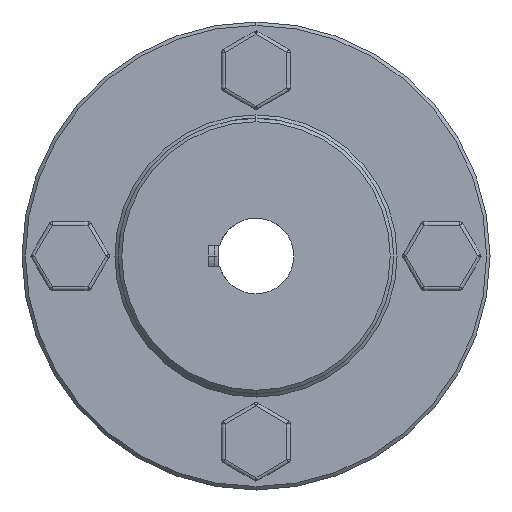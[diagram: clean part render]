
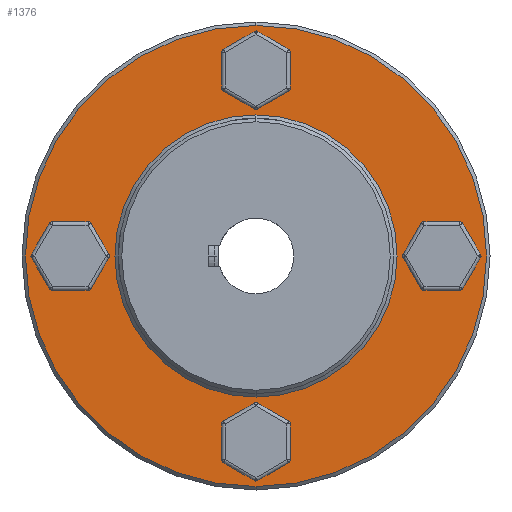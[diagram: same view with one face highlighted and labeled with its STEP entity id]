
A CAD part, left-side view. The second image highlights one B-rep face of the part: STEP entity #1376.
In plain terms, the highlighted planar face has unit normal (-1, 0, 0).
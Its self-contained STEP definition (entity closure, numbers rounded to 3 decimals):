
#954 = VERTEX_POINT ( 'NONE', #6456 ) ;
#955 = VERTEX_POINT ( 'NONE', #6457 ) ;
#958 = VERTEX_POINT ( 'NONE', #6460 ) ;
#959 = VERTEX_POINT ( 'NONE', #6461 ) ;
#962 = VERTEX_POINT ( 'NONE', #6464 ) ;
#963 = VERTEX_POINT ( 'NONE', #6465 ) ;
#966 = VERTEX_POINT ( 'NONE', #6468 ) ;
#967 = VERTEX_POINT ( 'NONE', #6469 ) ;
#988 = VERTEX_POINT ( 'NONE', #6490 ) ;
#989 = VERTEX_POINT ( 'NONE', #6491 ) ;
#990 = VERTEX_POINT ( 'NONE', #6492 ) ;
#991 = VERTEX_POINT ( 'NONE', #6493 ) ;
#1376 = ADVANCED_FACE ( 'NONE', ( #5384, #5387, #5389, #5391, #5378, #5385 ), #7317, .T. ) ;
#2410 = EDGE_CURVE ( 'NONE', #954, #955, #8519, .T. ) ;
#2417 = EDGE_CURVE ( 'NONE', #958, #959, #8529, .T. ) ;
#2421 = EDGE_CURVE ( 'NONE', #962, #963, #8536, .T. ) ;
#2425 = EDGE_CURVE ( 'NONE', #966, #967, #8541, .T. ) ;
#2435 = EDGE_CURVE ( 'NONE', #989, #988, #8554, .T. ) ;
#2449 = EDGE_CURVE ( 'NONE', #990, #991, #8574, .T. ) ;
#2485 = EDGE_CURVE ( 'NONE', #955, #954, #8625, .T. ) ;
#2498 = EDGE_CURVE ( 'NONE', #988, #989, #8641, .T. ) ;
#2501 = EDGE_CURVE ( 'NONE', #963, #962, #8646, .T. ) ;
#2502 = EDGE_CURVE ( 'NONE', #959, #958, #8648, .T. ) ;
#2503 = EDGE_CURVE ( 'NONE', #967, #966, #8650, .T. ) ;
#2504 = EDGE_CURVE ( 'NONE', #991, #990, #8651, .T. ) ;
#2910 = EDGE_LOOP ( 'NONE', ( #3277, #3278 ) ) ;
#2913 = EDGE_LOOP ( 'NONE', ( #3279, #3280 ) ) ;
#2914 = EDGE_LOOP ( 'NONE', ( #3281, #3282 ) ) ;
#2915 = EDGE_LOOP ( 'NONE', ( #3283, #3284 ) ) ;
#2916 = EDGE_LOOP ( 'NONE', ( #3285, #3286 ) ) ;
#2918 = EDGE_LOOP ( 'NONE', ( #3287, #3288 ) ) ;
#3277 = ORIENTED_EDGE ( 'NONE', *, *, #2410, .F. ) ;
#3278 = ORIENTED_EDGE ( 'NONE', *, *, #2485, .F. ) ;
#3279 = ORIENTED_EDGE ( 'NONE', *, *, #2417, .F. ) ;
#3280 = ORIENTED_EDGE ( 'NONE', *, *, #2502, .F. ) ;
#3281 = ORIENTED_EDGE ( 'NONE', *, *, #2421, .F. ) ;
#3282 = ORIENTED_EDGE ( 'NONE', *, *, #2501, .F. ) ;
#3283 = ORIENTED_EDGE ( 'NONE', *, *, #2425, .F. ) ;
#3284 = ORIENTED_EDGE ( 'NONE', *, *, #2503, .F. ) ;
#3285 = ORIENTED_EDGE ( 'NONE', *, *, #2504, .T. ) ;
#3286 = ORIENTED_EDGE ( 'NONE', *, *, #2449, .T. ) ;
#3287 = ORIENTED_EDGE ( 'NONE', *, *, #2435, .T. ) ;
#3288 = ORIENTED_EDGE ( 'NONE', *, *, #2498, .T. ) ;
#5378 = FACE_OUTER_BOUND ( 'NONE', #2916, .T. ) ;
#5384 = FACE_BOUND ( 'NONE', #2910, .T. ) ;
#5385 = FACE_BOUND ( 'NONE', #2918, .T. ) ;
#5387 = FACE_BOUND ( 'NONE', #2913, .T. ) ;
#5389 = FACE_BOUND ( 'NONE', #2914, .T. ) ;
#5391 = FACE_BOUND ( 'NONE', #2915, .T. ) ;
#5841 = AXIS2_PLACEMENT_3D ( 'NONE', #7315, #7320, #7321 ) ;
#6014 = AXIS2_PLACEMENT_3D ( 'NONE', #9003, #9008, #9009 ) ;
#6018 = AXIS2_PLACEMENT_3D ( 'NONE', #9043, #9069, #9070 ) ;
#6020 = AXIS2_PLACEMENT_3D ( 'NONE', #9025, #9027, #9028 ) ;
#6022 = AXIS2_PLACEMENT_3D ( 'NONE', #9035, #9037, #9038 ) ;
#6023 = AXIS2_PLACEMENT_3D ( 'NONE', #9153, #9154, #9155 ) ;
#6031 = AXIS2_PLACEMENT_3D ( 'NONE', #9218, #9219, #9220 ) ;
#6035 = AXIS2_PLACEMENT_3D ( 'NONE', #9414, #9419, #9420 ) ;
#6049 = AXIS2_PLACEMENT_3D ( 'NONE', #9446, #9453, #9454 ) ;
#6052 = AXIS2_PLACEMENT_3D ( 'NONE', #9455, #9462, #9463 ) ;
#6053 = AXIS2_PLACEMENT_3D ( 'NONE', #9458, #9465, #9466 ) ;
#6054 = AXIS2_PLACEMENT_3D ( 'NONE', #9461, #9467, #9468 ) ;
#6055 = AXIS2_PLACEMENT_3D ( 'NONE', #9464, #9469, #9470 ) ;
#6456 = CARTESIAN_POINT ( 'NONE',  ( -8.5, 27., -3. ) ) ;
#6457 = CARTESIAN_POINT ( 'NONE',  ( -8.5, 27., 3. ) ) ;
#6460 = CARTESIAN_POINT ( 'NONE',  ( -8.5, 0., 24. ) ) ;
#6461 = CARTESIAN_POINT ( 'NONE',  ( -8.5, 0., 30. ) ) ;
#6464 = CARTESIAN_POINT ( 'NONE',  ( -8.5, -27., -3. ) ) ;
#6465 = CARTESIAN_POINT ( 'NONE',  ( -8.5, -27., 3. ) ) ;
#6468 = CARTESIAN_POINT ( 'NONE',  ( -8.5, 0., -30. ) ) ;
#6469 = CARTESIAN_POINT ( 'NONE',  ( -8.5, 0., -24. ) ) ;
#6490 = CARTESIAN_POINT ( 'NONE',  ( -8.5, 0., 20.5 ) ) ;
#6491 = CARTESIAN_POINT ( 'NONE',  ( -8.5, 0., -20.5 ) ) ;
#6492 = CARTESIAN_POINT ( 'NONE',  ( -8.5, 0., 33.5 ) ) ;
#6493 = CARTESIAN_POINT ( 'NONE',  ( -8.5, 0., -33.5 ) ) ;
#7315 = CARTESIAN_POINT ( 'NONE',  ( -8.5, 34., 0. ) ) ;
#7317 = PLANE ( 'NONE',  #5841 ) ;
#7320 = DIRECTION ( 'NONE',  ( -1., 0., 0. ) ) ;
#7321 = DIRECTION ( 'NONE',  ( 0., 0., 1. ) ) ;
#8519 = CIRCLE ( 'NONE', #6014, 3. ) ;
#8529 = CIRCLE ( 'NONE', #6020, 3. ) ;
#8536 = CIRCLE ( 'NONE', #6022, 3. ) ;
#8541 = CIRCLE ( 'NONE', #6018, 3. ) ;
#8554 = CIRCLE ( 'NONE', #6023, 20.5 ) ;
#8574 = CIRCLE ( 'NONE', #6031, 33.5 ) ;
#8625 = CIRCLE ( 'NONE', #6035, 3. ) ;
#8641 = CIRCLE ( 'NONE', #6049, 20.5 ) ;
#8646 = CIRCLE ( 'NONE', #6052, 3. ) ;
#8648 = CIRCLE ( 'NONE', #6053, 3. ) ;
#8650 = CIRCLE ( 'NONE', #6054, 3. ) ;
#8651 = CIRCLE ( 'NONE', #6055, 33.5 ) ;
#9003 = CARTESIAN_POINT ( 'NONE',  ( -8.5, 27., 0. ) ) ;
#9008 = DIRECTION ( 'NONE',  ( -1., 0., 0. ) ) ;
#9009 = DIRECTION ( 'NONE',  ( 0., 0., 1. ) ) ;
#9025 = CARTESIAN_POINT ( 'NONE',  ( -8.5, 0., 27. ) ) ;
#9027 = DIRECTION ( 'NONE',  ( -1., 0., 0. ) ) ;
#9028 = DIRECTION ( 'NONE',  ( 0., 0., 1. ) ) ;
#9035 = CARTESIAN_POINT ( 'NONE',  ( -8.5, -27., 0. ) ) ;
#9037 = DIRECTION ( 'NONE',  ( -1., 0., 0. ) ) ;
#9038 = DIRECTION ( 'NONE',  ( 0., 0., 1. ) ) ;
#9043 = CARTESIAN_POINT ( 'NONE',  ( -8.5, 0., -27. ) ) ;
#9069 = DIRECTION ( 'NONE',  ( -1., 0., 0. ) ) ;
#9070 = DIRECTION ( 'NONE',  ( 0., 0., 1. ) ) ;
#9153 = CARTESIAN_POINT ( 'NONE',  ( -8.5, 0., 0. ) ) ;
#9154 = DIRECTION ( 'NONE',  ( 1., 0., 0. ) ) ;
#9155 = DIRECTION ( 'NONE',  ( 0., 0., 1. ) ) ;
#9218 = CARTESIAN_POINT ( 'NONE',  ( -8.5, 0., 0. ) ) ;
#9219 = DIRECTION ( 'NONE',  ( -1., 0., 0. ) ) ;
#9220 = DIRECTION ( 'NONE',  ( 0., 0., 1. ) ) ;
#9414 = CARTESIAN_POINT ( 'NONE',  ( -8.5, 27., 0. ) ) ;
#9419 = DIRECTION ( 'NONE',  ( -1., 0., 0. ) ) ;
#9420 = DIRECTION ( 'NONE',  ( 0., 0., 1. ) ) ;
#9446 = CARTESIAN_POINT ( 'NONE',  ( -8.5, 0., 0. ) ) ;
#9453 = DIRECTION ( 'NONE',  ( 1., 0., 0. ) ) ;
#9454 = DIRECTION ( 'NONE',  ( 0., 0., 1. ) ) ;
#9455 = CARTESIAN_POINT ( 'NONE',  ( -8.5, -27., 0. ) ) ;
#9458 = CARTESIAN_POINT ( 'NONE',  ( -8.5, 0., 27. ) ) ;
#9461 = CARTESIAN_POINT ( 'NONE',  ( -8.5, 0., -27. ) ) ;
#9462 = DIRECTION ( 'NONE',  ( -1., 0., 0. ) ) ;
#9463 = DIRECTION ( 'NONE',  ( 0., 0., 1. ) ) ;
#9464 = CARTESIAN_POINT ( 'NONE',  ( -8.5, 0., 0. ) ) ;
#9465 = DIRECTION ( 'NONE',  ( -1., 0., 0. ) ) ;
#9466 = DIRECTION ( 'NONE',  ( 0., 0., 1. ) ) ;
#9467 = DIRECTION ( 'NONE',  ( -1., 0., 0. ) ) ;
#9468 = DIRECTION ( 'NONE',  ( 0., 0., 1. ) ) ;
#9469 = DIRECTION ( 'NONE',  ( -1., 0., 0. ) ) ;
#9470 = DIRECTION ( 'NONE',  ( 0., 0., 1. ) ) ;
